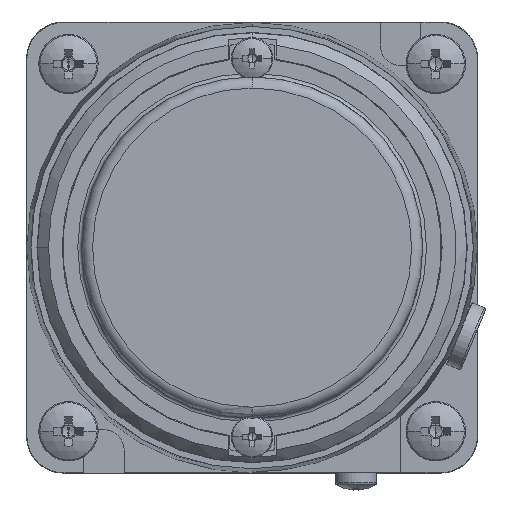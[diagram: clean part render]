
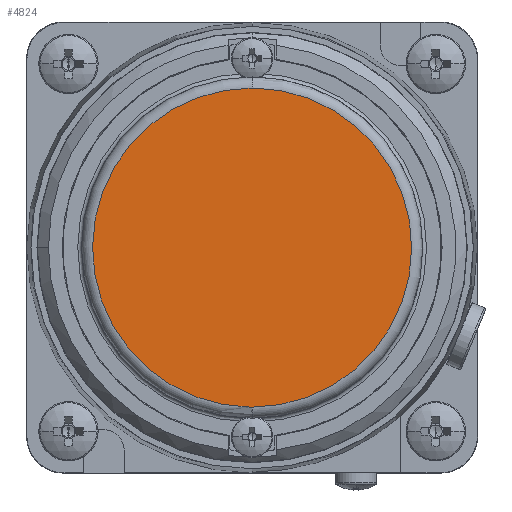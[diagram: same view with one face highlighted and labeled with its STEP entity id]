
A CAD part, left-side view. The second image highlights one B-rep face of the part: STEP entity #4824.
In plain terms, the highlighted planar face has unit normal (-1, 0, 0).
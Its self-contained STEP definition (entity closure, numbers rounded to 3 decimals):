
#1846=CARTESIAN_POINT('',(-87.75,0.,0.));
#1847=DIRECTION('',(-1.,0.,0.));
#1848=DIRECTION('',(0.,-0.012,1.));
#1849=AXIS2_PLACEMENT_3D('',#1846,#1847,#1848);
#1861=CARTESIAN_POINT('',(-87.75,0.,0.));
#1862=DIRECTION('',(1.,0.,0.));
#1863=DIRECTION('',(0.,0.012,-1.));
#1864=AXIS2_PLACEMENT_3D('',#1861,#1862,#1863);
#1866=CARTESIAN_POINT('',(-87.75,0.,0.));
#1867=DIRECTION('',(1.,0.,0.));
#1868=DIRECTION('',(0.,-0.012,1.));
#1869=AXIS2_PLACEMENT_3D('',#1866,#1867,#1868);
#1871=CARTESIAN_POINT('',(-87.75,0.,0.));
#1872=DIRECTION('',(-1.,0.,0.));
#1873=DIRECTION('',(0.,0.012,-1.));
#1874=AXIS2_PLACEMENT_3D('',#1871,#1872,#1873);
#2334=CARTESIAN_POINT('',(-87.75,-0.261,21.498));
#2335=CARTESIAN_POINT('',(-87.75,-0.006,-21.5));
#2336=VERTEX_POINT('',#2334);
#2337=VERTEX_POINT('',#2335);
#2338=CARTESIAN_POINT('',(-87.75,0.006,21.5));
#2339=VERTEX_POINT('',#2338);
#2340=CARTESIAN_POINT('',(-87.75,0.261,-21.498));
#2341=VERTEX_POINT('',#2340);
#4811=CARTESIAN_POINT('',(-87.75,0.,0.));
#4812=DIRECTION('',(-1.,0.,0.));
#4813=DIRECTION('',(0.,0.,1.));
#4814=AXIS2_PLACEMENT_3D('',#4811,#4812,#4813);
#4815=PLANE('',#4814);
#4817=ORIENTED_EDGE('',*,*,#4816,.F.);
#4819=ORIENTED_EDGE('',*,*,#4818,.T.);
#4820=ORIENTED_EDGE('',*,*,#4801,.F.);
#4821=ORIENTED_EDGE('',*,*,#4799,.T.);
#4822=EDGE_LOOP('',(#4817,#4819,#4820,#4821));
#4823=FACE_OUTER_BOUND('',#4822,.F.);
#4824=ADVANCED_FACE('',(#4823),#4815,.T.);
#1850=CIRCLE('',#1849,21.5);
#1865=CIRCLE('',#1864,21.5);
#1870=CIRCLE('',#1869,21.5);
#1875=CIRCLE('',#1874,21.5);
#4799=EDGE_CURVE('',#2336,#2337,#1870,.T.);
#4801=EDGE_CURVE('',#2336,#2339,#1850,.T.);
#4816=EDGE_CURVE('',#2341,#2337,#1875,.T.);
#4818=EDGE_CURVE('',#2341,#2339,#1865,.T.);
